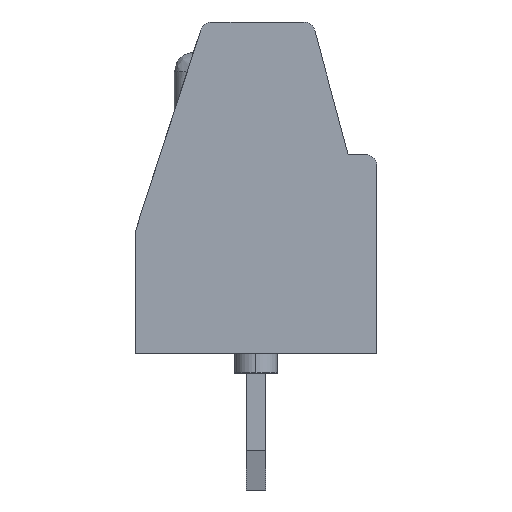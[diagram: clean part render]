
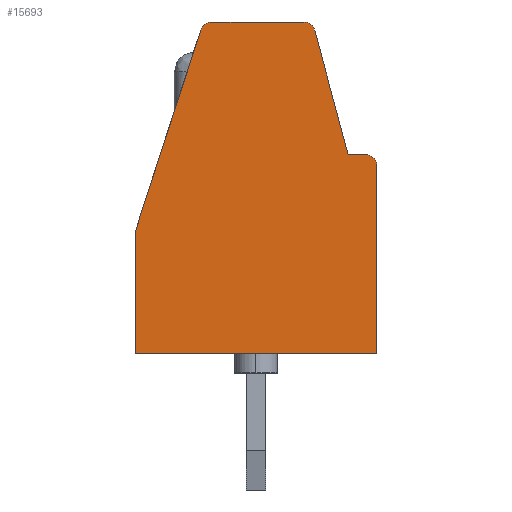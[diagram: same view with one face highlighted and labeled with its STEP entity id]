
A CAD part, left-side view. The second image highlights one B-rep face of the part: STEP entity #15693.
In plain terms, the highlighted planar face has unit normal (-1, 0, 0).
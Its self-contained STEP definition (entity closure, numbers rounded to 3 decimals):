
#208 = EDGE_CURVE ( 'NONE', #14573, #7217, #2214, .T. ) ;
#223 = ORIENTED_EDGE ( 'NONE', *, *, #18095, .F. ) ;
#235 = FACE_OUTER_BOUND ( 'NONE', #12393, .T. ) ;
#594 = CARTESIAN_POINT ( 'NONE',  ( -12.93, 1.132, 8.5 ) ) ;
#616 = CARTESIAN_POINT ( 'NONE',  ( -12.93, 21.223, -6.451 ) ) ;
#620 = DIRECTION ( 'NONE',  ( 1., 0., 0. ) ) ;
#697 = LINE ( 'NONE', #17849, #11843 ) ;
#812 = VECTOR ( 'NONE', #12544, 1000. ) ;
#1324 = AXIS2_PLACEMENT_3D ( 'NONE', #14588, #1517, #17489 ) ;
#1325 = AXIS2_PLACEMENT_3D ( 'NONE', #616, #10778, #2058 ) ;
#1387 = ORIENTED_EDGE ( 'NONE', *, *, #3639, .F. ) ;
#1517 = DIRECTION ( 'NONE',  ( 1., 0., 0. ) ) ;
#1932 = LINE ( 'NONE', #3751, #3539 ) ;
#2008 = EDGE_CURVE ( 'NONE', #7217, #7954, #5839, .T. ) ;
#2058 = DIRECTION ( 'NONE',  ( 0., 1., 0. ) ) ;
#2214 = LINE ( 'NONE', #16974, #13364 ) ;
#2884 = VERTEX_POINT ( 'NONE', #5570 ) ;
#3030 = LINE ( 'NONE', #18598, #11693 ) ;
#3098 = EDGE_CURVE ( 'NONE', #9019, #17041, #17288, .T. ) ;
#3250 = CIRCLE ( 'NONE', #10141, 0.3 ) ;
#3365 = DIRECTION ( 'NONE',  ( 0., -0.309, 0.951 ) ) ;
#3536 = CARTESIAN_POINT ( 'NONE',  ( -12.93, -2.8, 5.1 ) ) ;
#3539 = VECTOR ( 'NONE', #3622, 1000. ) ;
#3622 = DIRECTION ( 'NONE',  ( 0., -1., 0. ) ) ;
#3639 = EDGE_CURVE ( 'NONE', #7954, #15572, #697, .T. ) ;
#3751 = CARTESIAN_POINT ( 'NONE',  ( -12.93, -2.361, 5.1 ) ) ;
#3766 = EDGE_CURVE ( 'NONE', #17041, #2884, #3030, .T. ) ;
#3892 = DIRECTION ( 'NONE',  ( 1., 0., 0. ) ) ;
#3918 = EDGE_CURVE ( 'NONE', #15572, #10727, #3250, .T. ) ;
#4638 = CARTESIAN_POINT ( 'NONE',  ( -12.93, 3.1, 0. ) ) ;
#4870 = ORIENTED_EDGE ( 'NONE', *, *, #6385, .F. ) ;
#5118 = LINE ( 'NONE', #14435, #12627 ) ;
#5365 = DIRECTION ( 'NONE',  ( 0., -1., 0. ) ) ;
#5370 = CARTESIAN_POINT ( 'NONE',  ( -12.93, 3.1, -6.451 ) ) ;
#5570 = CARTESIAN_POINT ( 'NONE',  ( -12.93, -2.361, 5.1 ) ) ;
#5839 = LINE ( 'NONE', #5370, #812 ) ;
#5938 = ORIENTED_EDGE ( 'NONE', *, *, #3766, .F. ) ;
#6071 = CARTESIAN_POINT ( 'NONE',  ( -12.93, -3.1, 0. ) ) ;
#6244 = CARTESIAN_POINT ( 'NONE',  ( -12.93, -1.22, 8.5 ) ) ;
#6379 = CARTESIAN_POINT ( 'NONE',  ( -12.93, -3.1, 4.8 ) ) ;
#6385 = EDGE_CURVE ( 'NONE', #10798, #14573, #5118, .T. ) ;
#6491 = ORIENTED_EDGE ( 'NONE', *, *, #2008, .F. ) ;
#6517 = ORIENTED_EDGE ( 'NONE', *, *, #3098, .F. ) ;
#6527 = PLANE ( 'NONE',  #1325 ) ;
#6865 = EDGE_CURVE ( 'NONE', #13101, #10798, #9541, .T. ) ;
#7217 = VERTEX_POINT ( 'NONE', #4638 ) ;
#7936 = CARTESIAN_POINT ( 'NONE',  ( -12.93, 3.1, 3.114 ) ) ;
#7954 = VERTEX_POINT ( 'NONE', #7936 ) ;
#8608 = LINE ( 'NONE', #12492, #15834 ) ;
#9019 = VERTEX_POINT ( 'NONE', #6244 ) ;
#9347 = ORIENTED_EDGE ( 'NONE', *, *, #18535, .F. ) ;
#9522 = AXIS2_PLACEMENT_3D ( 'NONE', #18423, #3892, #5365 ) ;
#9541 = CIRCLE ( 'NONE', #9522, 0.3 ) ;
#10141 = AXIS2_PLACEMENT_3D ( 'NONE', #13589, #620, #10785 ) ;
#10727 = VERTEX_POINT ( 'NONE', #594 ) ;
#10778 = DIRECTION ( 'NONE',  ( 1., 0., 0. ) ) ;
#10785 = DIRECTION ( 'NONE',  ( 0., -1., 0. ) ) ;
#10798 = VERTEX_POINT ( 'NONE', #6379 ) ;
#10812 = ORIENTED_EDGE ( 'NONE', *, *, #208, .F. ) ;
#10861 = ORIENTED_EDGE ( 'NONE', *, *, #6865, .F. ) ;
#11693 = VECTOR ( 'NONE', #14262, 1000. ) ;
#11843 = VECTOR ( 'NONE', #3365, 1000. ) ;
#11890 = CARTESIAN_POINT ( 'NONE',  ( -12.93, 1.417, 8.293 ) ) ;
#12370 = CARTESIAN_POINT ( 'NONE',  ( -12.93, -1.51, 8.278 ) ) ;
#12393 = EDGE_LOOP ( 'NONE', ( #10861, #9347, #5938, #6517, #223, #17313, #1387, #6491, #10812, #4870 ) ) ;
#12492 = CARTESIAN_POINT ( 'NONE',  ( -12.93, 21.223, 8.5 ) ) ;
#12544 = DIRECTION ( 'NONE',  ( 0., 0., 1. ) ) ;
#12627 = VECTOR ( 'NONE', #14738, 1000. ) ;
#13101 = VERTEX_POINT ( 'NONE', #3536 ) ;
#13364 = VECTOR ( 'NONE', #15577, 1000. ) ;
#13589 = CARTESIAN_POINT ( 'NONE',  ( -12.93, 1.132, 8.2 ) ) ;
#13924 = DIRECTION ( 'NONE',  ( 0., -1., 0. ) ) ;
#14262 = DIRECTION ( 'NONE',  ( 0., -0.259, -0.966 ) ) ;
#14435 = CARTESIAN_POINT ( 'NONE',  ( -12.93, -3.1, -6.451 ) ) ;
#14573 = VERTEX_POINT ( 'NONE', #6071 ) ;
#14588 = CARTESIAN_POINT ( 'NONE',  ( -12.93, -1.22, 8.2 ) ) ;
#14738 = DIRECTION ( 'NONE',  ( 0., 0., -1. ) ) ;
#15572 = VERTEX_POINT ( 'NONE', #11890 ) ;
#15577 = DIRECTION ( 'NONE',  ( 0., 1., 0. ) ) ;
#15693 = ADVANCED_FACE ( 'NONE', ( #235 ), #6527, .F. ) ;
#15834 = VECTOR ( 'NONE', #13924, 1000. ) ;
#16974 = CARTESIAN_POINT ( 'NONE',  ( -12.93, -2.54, 0. ) ) ;
#17041 = VERTEX_POINT ( 'NONE', #12370 ) ;
#17288 = CIRCLE ( 'NONE', #1324, 0.3 ) ;
#17313 = ORIENTED_EDGE ( 'NONE', *, *, #3918, .F. ) ;
#17489 = DIRECTION ( 'NONE',  ( 0., -1., 0. ) ) ;
#17849 = CARTESIAN_POINT ( 'NONE',  ( -12.93, 3.1, 3.114 ) ) ;
#18095 = EDGE_CURVE ( 'NONE', #10727, #9019, #8608, .T. ) ;
#18423 = CARTESIAN_POINT ( 'NONE',  ( -12.93, -2.8, 4.8 ) ) ;
#18535 = EDGE_CURVE ( 'NONE', #2884, #13101, #1932, .T. ) ;
#18598 = CARTESIAN_POINT ( 'NONE',  ( -12.93, -1.51, 8.278 ) ) ;
